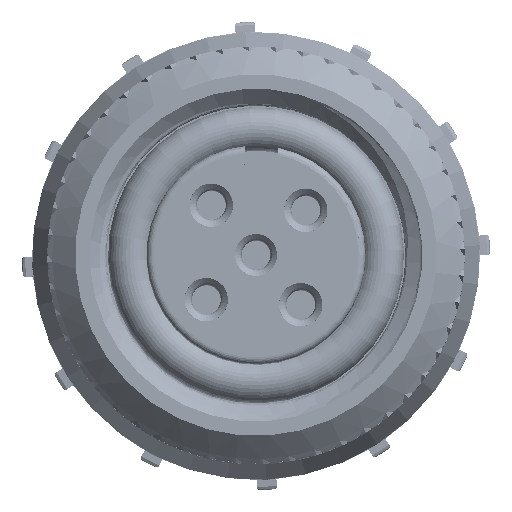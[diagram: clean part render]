
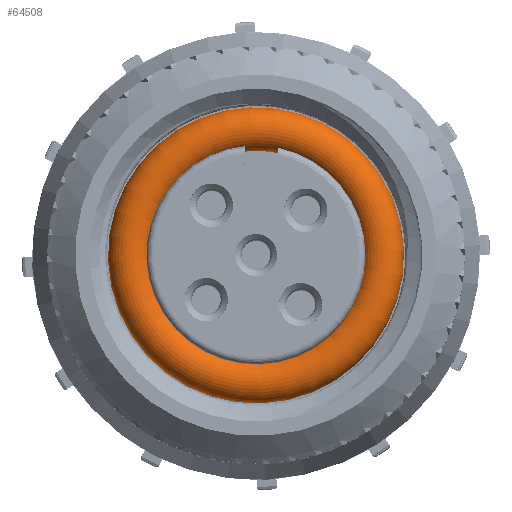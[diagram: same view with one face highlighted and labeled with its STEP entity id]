
A CAD part, top view. The second image highlights one B-rep face of the part: STEP entity #64508.
In plain terms, the highlighted toroidal (fillet/blend) face has major radius 4.616 mm and minor radius 0.794 mm.
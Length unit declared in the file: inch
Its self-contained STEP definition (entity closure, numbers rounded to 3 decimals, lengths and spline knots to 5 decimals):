
#5912=TOROIDAL_SURFACE('',#67117,0.18175,0.03125);
#20203=FACE_OUTER_BOUND('',#24665,.T.);
#24665=EDGE_LOOP('',(#57970,#57971,#57972,#57973));
#27248=CIRCLE('',#67118,0.03125);
#27249=CIRCLE('',#67119,0.1505);
#32276=VERTEX_POINT('',#201737);
#41020=EDGE_CURVE('',#32276,#32276,#27248,.T.);
#41021=EDGE_CURVE('',#32276,#32276,#27249,.T.);
#57970=ORIENTED_EDGE('',*,*,#41020,.F.);
#57971=ORIENTED_EDGE('',*,*,#41021,.T.);
#57972=ORIENTED_EDGE('',*,*,#41020,.T.);
#57973=ORIENTED_EDGE('',*,*,#41021,.F.);
#64508=ADVANCED_FACE('',(#20203),#5912,.T.);
#67117=AXIS2_PLACEMENT_3D('',#201736,#72038,#72039);
#67118=AXIS2_PLACEMENT_3D('',#201738,#72040,#72041);
#67119=AXIS2_PLACEMENT_3D('',#201739,#72042,#72043);
#72038=DIRECTION('center_axis',(1.,0.,0.));
#72039=DIRECTION('ref_axis',(0.,0.,-1.));
#72040=DIRECTION('center_axis',(0.,-1.,0.));
#72041=DIRECTION('ref_axis',(0.,0.,1.));
#72042=DIRECTION('center_axis',(-1.,0.,0.));
#72043=DIRECTION('ref_axis',(0.,0.,-1.));
#201736=CARTESIAN_POINT('Origin',(0.,0.,0.));
#201737=CARTESIAN_POINT('',(0.,0.,
0.1505));
#201738=CARTESIAN_POINT('Origin',(0.,0.,0.18175));
#201739=CARTESIAN_POINT('Origin',(0.,0.,0.));
